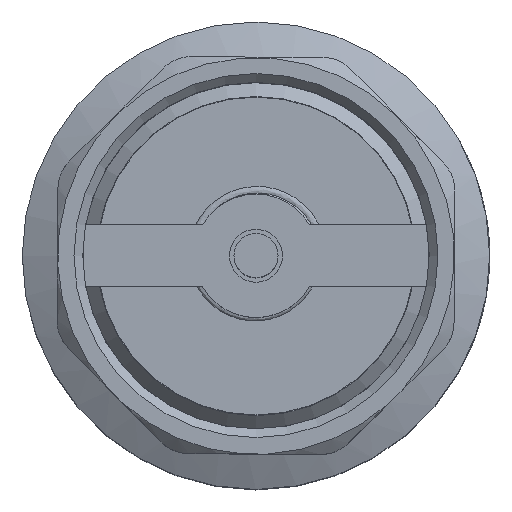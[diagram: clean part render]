
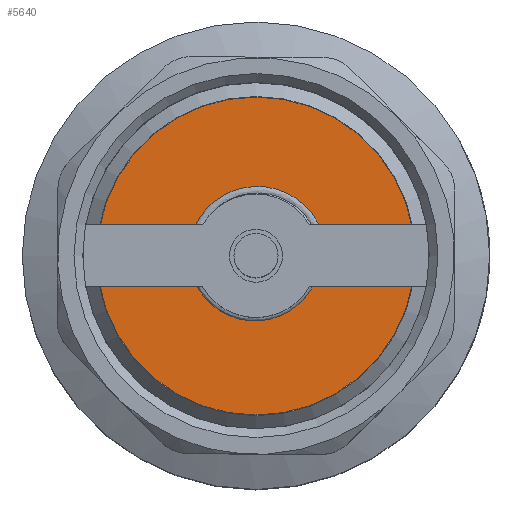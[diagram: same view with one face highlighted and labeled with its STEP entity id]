
A CAD part, top view. The second image highlights one B-rep face of the part: STEP entity #5640.
In plain terms, the highlighted planar face has unit normal (0, 0, 1).
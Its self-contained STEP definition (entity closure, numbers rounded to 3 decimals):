
#196=FACE_BOUND('',#1015,.T.);
#329=PLANE('',#6039);
#660=FACE_OUTER_BOUND('',#1014,.T.);
#1014=EDGE_LOOP('',(#5237));
#1015=EDGE_LOOP('',(#5238));
#1163=CIRCLE('',#6029,3.757);
#1166=CIRCLE('',#6037,18.028);
#2707=VERTEX_POINT('',#23663);
#2710=VERTEX_POINT('',#23677);
#3547=EDGE_CURVE('',#2707,#2707,#1163,.T.);
#3552=EDGE_CURVE('',#2710,#2710,#1166,.T.);
#5237=ORIENTED_EDGE('',*,*,#3552,.T.);
#5238=ORIENTED_EDGE('',*,*,#3547,.T.);
#5640=ADVANCED_FACE('',(#660,#196),#329,.T.);
#6029=AXIS2_PLACEMENT_3D('',#23665,#7116,#7117);
#6037=AXIS2_PLACEMENT_3D('',#23678,#7134,#7135);
#6039=AXIS2_PLACEMENT_3D('',#23682,#7139,#7140);
#7116=DIRECTION('center_axis',(0.,0.,-1.));
#7117=DIRECTION('ref_axis',(-1.,0.,0.));
#7134=DIRECTION('center_axis',(0.,0.,1.));
#7135=DIRECTION('ref_axis',(1.,0.,0.));
#7139=DIRECTION('center_axis',(0.,0.,1.));
#7140=DIRECTION('ref_axis',(1.,0.,0.));
#23663=CARTESIAN_POINT('',(3.757,0.,29.));
#23665=CARTESIAN_POINT('Origin',(0.,0.,29.));
#23677=CARTESIAN_POINT('',(-18.028,0.,29.));
#23678=CARTESIAN_POINT('Origin',(0.,0.,29.));
#23682=CARTESIAN_POINT('Origin',(0.,0.,29.));
